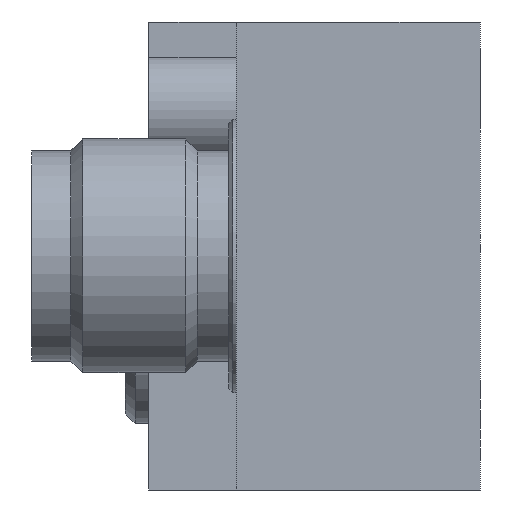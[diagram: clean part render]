
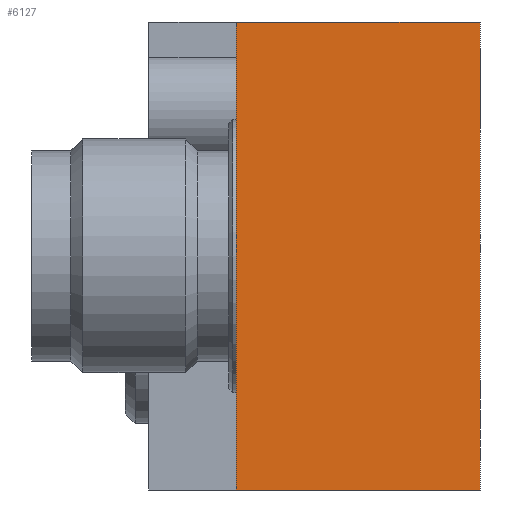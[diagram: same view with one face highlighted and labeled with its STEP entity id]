
A CAD part, left-side view. The second image highlights one B-rep face of the part: STEP entity #6127.
In plain terms, the highlighted planar face has unit normal (-1, 0, 0).
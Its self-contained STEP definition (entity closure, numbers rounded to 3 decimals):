
#36=LINE('',#8283,#362);
#37=LINE('',#8286,#363);
#38=LINE('',#8288,#364);
#39=LINE('',#8290,#365);
#362=VECTOR('',#6948,1000.);
#363=VECTOR('',#6949,1000.);
#364=VECTOR('',#6950,1000.);
#365=VECTOR('',#6951,1000.);
#688=PLANE('',#6426);
#1072=ORIENTED_EDGE('',*,*,#2166,.F.);
#1073=ORIENTED_EDGE('',*,*,#2167,.T.);
#1074=ORIENTED_EDGE('',*,*,#2168,.T.);
#1075=ORIENTED_EDGE('',*,*,#2169,.F.);
#2166=EDGE_CURVE('',#2713,#2714,#36,.T.);
#2167=EDGE_CURVE('',#2713,#2715,#37,.T.);
#2168=EDGE_CURVE('',#2715,#2716,#38,.T.);
#2169=EDGE_CURVE('',#2714,#2716,#39,.T.);
#2713=VERTEX_POINT('',#8284);
#2714=VERTEX_POINT('',#8285);
#2715=VERTEX_POINT('',#8287);
#2716=VERTEX_POINT('',#8289);
#3133=EDGE_LOOP('',(#1072,#1073,#1074,#1075));
#3581=FACE_BOUND('',#3133,.T.);
#6127=ADVANCED_FACE('',(#3581),#688,.F.);
#6426=AXIS2_PLACEMENT_3D('',#8282,#6946,#6947);
#6946=DIRECTION('',(1.,0.,0.));
#6947=DIRECTION('',(0.,0.,-1.));
#6948=DIRECTION('',(0.,0.,1.));
#6949=DIRECTION('',(0.,-1.,0.));
#6950=DIRECTION('',(0.,0.,1.));
#6951=DIRECTION('',(0.,-1.,0.));
#8282=CARTESIAN_POINT('',(-14.5,17.,-12.));
#8283=CARTESIAN_POINT('',(-14.5,12.5,-12.));
#8284=CARTESIAN_POINT('',(-14.5,12.5,-12.));
#8285=CARTESIAN_POINT('',(-14.5,12.5,12.));
#8286=CARTESIAN_POINT('',(-14.5,17.,-12.));
#8287=CARTESIAN_POINT('',(-14.5,0.,-12.));
#8288=CARTESIAN_POINT('',(-14.5,0.,-12.));
#8289=CARTESIAN_POINT('',(-14.5,0.,12.));
#8290=CARTESIAN_POINT('',(-14.5,17.,12.));
